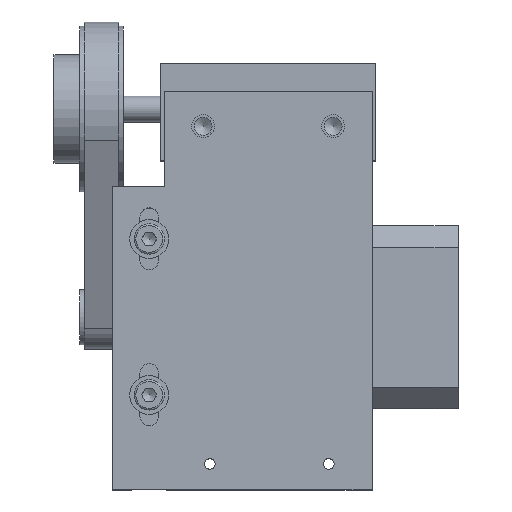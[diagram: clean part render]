
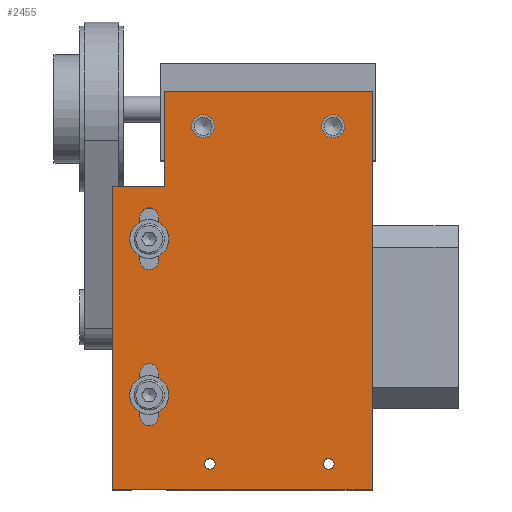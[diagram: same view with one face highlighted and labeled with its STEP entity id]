
A CAD part, top view. The second image highlights one B-rep face of the part: STEP entity #2455.
In plain terms, the highlighted planar face has unit normal (0, 0, 1).
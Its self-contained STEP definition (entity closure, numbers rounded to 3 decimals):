
#132=FACE_BOUND('',#430,.T.);
#133=FACE_BOUND('',#431,.T.);
#134=FACE_BOUND('',#432,.T.);
#135=FACE_BOUND('',#433,.T.);
#136=FACE_BOUND('',#434,.T.);
#137=FACE_BOUND('',#435,.T.);
#193=PLANE('',#2797);
#284=FACE_OUTER_BOUND('',#429,.T.);
#429=EDGE_LOOP('',(#1857,#1858,#1859,#1860,#1861,#1862));
#430=EDGE_LOOP('',(#1863));
#431=EDGE_LOOP('',(#1864));
#432=EDGE_LOOP('',(#1865,#1866,#1867,#1868));
#433=EDGE_LOOP('',(#1869,#1870,#1871,#1872));
#434=EDGE_LOOP('',(#1873,#1874));
#435=EDGE_LOOP('',(#1875,#1876));
#592=LINE('',#3932,#781);
#595=LINE('',#3941,#784);
#600=LINE('',#3956,#789);
#603=LINE('',#3965,#792);
#617=LINE('',#3995,#806);
#622=LINE('',#4005,#811);
#630=LINE('',#4032,#819);
#632=LINE('',#4035,#821);
#634=LINE('',#4039,#823);
#635=LINE('',#4041,#824);
#781=VECTOR('',#3145,10.);
#784=VECTOR('',#3156,10.);
#789=VECTOR('',#3169,10.);
#792=VECTOR('',#3180,10.);
#806=VECTOR('',#3202,10.);
#811=VECTOR('',#3209,10.);
#819=VECTOR('',#3237,10.);
#821=VECTOR('',#3241,10.);
#823=VECTOR('',#3245,10.);
#824=VECTOR('',#3248,10.);
#961=CIRCLE('',#2757,1.23);
#964=CIRCLE('',#2761,1.23);
#967=CIRCLE('',#2765,2.15);
#969=CIRCLE('',#2769,2.15);
#971=CIRCLE('',#2773,2.15);
#973=CIRCLE('',#2777,2.15);
#974=CIRCLE('',#2786,2.65);
#976=CIRCLE('',#2788,2.65);
#977=CIRCLE('',#2790,2.65);
#979=CIRCLE('',#2792,2.65);
#1116=VERTEX_POINT('',#3906);
#1119=VERTEX_POINT('',#3914);
#1122=VERTEX_POINT('',#3922);
#1123=VERTEX_POINT('',#3924);
#1125=VERTEX_POINT('',#3930);
#1127=VERTEX_POINT('',#3936);
#1130=VERTEX_POINT('',#3946);
#1131=VERTEX_POINT('',#3948);
#1133=VERTEX_POINT('',#3954);
#1135=VERTEX_POINT('',#3960);
#1146=VERTEX_POINT('',#3992);
#1147=VERTEX_POINT('',#3994);
#1150=VERTEX_POINT('',#4002);
#1151=VERTEX_POINT('',#4004);
#1154=VERTEX_POINT('',#4014);
#1155=VERTEX_POINT('',#4015);
#1157=VERTEX_POINT('',#4022);
#1158=VERTEX_POINT('',#4023);
#1160=VERTEX_POINT('',#4030);
#1161=VERTEX_POINT('',#4037);
#1366=EDGE_CURVE('',#1116,#1116,#961,.T.);
#1370=EDGE_CURVE('',#1119,#1119,#964,.T.);
#1374=EDGE_CURVE('',#1122,#1123,#967,.T.);
#1378=EDGE_CURVE('',#1125,#1122,#592,.T.);
#1381=EDGE_CURVE('',#1127,#1125,#969,.T.);
#1383=EDGE_CURVE('',#1123,#1127,#595,.T.);
#1386=EDGE_CURVE('',#1130,#1131,#971,.T.);
#1390=EDGE_CURVE('',#1133,#1130,#600,.T.);
#1393=EDGE_CURVE('',#1135,#1133,#973,.T.);
#1395=EDGE_CURVE('',#1131,#1135,#603,.T.);
#1409=EDGE_CURVE('',#1146,#1147,#617,.T.);
#1414=EDGE_CURVE('',#1150,#1151,#622,.T.);
#1419=EDGE_CURVE('',#1154,#1155,#974,.T.);
#1422=EDGE_CURVE('',#1155,#1154,#976,.T.);
#1423=EDGE_CURVE('',#1157,#1158,#977,.T.);
#1426=EDGE_CURVE('',#1158,#1157,#979,.T.);
#1428=EDGE_CURVE('',#1160,#1146,#630,.T.);
#1430=EDGE_CURVE('',#1147,#1150,#632,.T.);
#1432=EDGE_CURVE('',#1161,#1160,#634,.T.);
#1433=EDGE_CURVE('',#1151,#1161,#635,.T.);
#1857=ORIENTED_EDGE('',*,*,#1414,.F.);
#1858=ORIENTED_EDGE('',*,*,#1430,.F.);
#1859=ORIENTED_EDGE('',*,*,#1409,.F.);
#1860=ORIENTED_EDGE('',*,*,#1428,.F.);
#1861=ORIENTED_EDGE('',*,*,#1432,.F.);
#1862=ORIENTED_EDGE('',*,*,#1433,.F.);
#1863=ORIENTED_EDGE('',*,*,#1366,.F.);
#1864=ORIENTED_EDGE('',*,*,#1370,.F.);
#1865=ORIENTED_EDGE('',*,*,#1381,.F.);
#1866=ORIENTED_EDGE('',*,*,#1383,.F.);
#1867=ORIENTED_EDGE('',*,*,#1374,.F.);
#1868=ORIENTED_EDGE('',*,*,#1378,.F.);
#1869=ORIENTED_EDGE('',*,*,#1393,.F.);
#1870=ORIENTED_EDGE('',*,*,#1395,.F.);
#1871=ORIENTED_EDGE('',*,*,#1386,.F.);
#1872=ORIENTED_EDGE('',*,*,#1390,.F.);
#1873=ORIENTED_EDGE('',*,*,#1419,.F.);
#1874=ORIENTED_EDGE('',*,*,#1422,.F.);
#1875=ORIENTED_EDGE('',*,*,#1423,.F.);
#1876=ORIENTED_EDGE('',*,*,#1426,.F.);
#2455=ADVANCED_FACE('',(#284,#132,#133,#134,#135,#136,#137),#193,.F.);
#2757=AXIS2_PLACEMENT_3D('',#3908,#3120,#3121);
#2761=AXIS2_PLACEMENT_3D('',#3916,#3129,#3130);
#2765=AXIS2_PLACEMENT_3D('',#3925,#3138,#3139);
#2769=AXIS2_PLACEMENT_3D('',#3938,#3151,#3152);
#2773=AXIS2_PLACEMENT_3D('',#3949,#3162,#3163);
#2777=AXIS2_PLACEMENT_3D('',#3962,#3175,#3176);
#2786=AXIS2_PLACEMENT_3D('',#4016,#3218,#3219);
#2788=AXIS2_PLACEMENT_3D('',#4020,#3223,#3224);
#2790=AXIS2_PLACEMENT_3D('',#4024,#3227,#3228);
#2792=AXIS2_PLACEMENT_3D('',#4028,#3232,#3233);
#2797=AXIS2_PLACEMENT_3D('',#4042,#3249,#3250);
#3120=DIRECTION('center_axis',(0.,0.,1.));
#3121=DIRECTION('ref_axis',(-1.,0.,0.));
#3129=DIRECTION('center_axis',(0.,0.,1.));
#3130=DIRECTION('ref_axis',(-1.,0.,0.));
#3138=DIRECTION('center_axis',(0.,0.,1.));
#3139=DIRECTION('ref_axis',(1.,0.,0.));
#3145=DIRECTION('',(0.,1.,0.));
#3151=DIRECTION('center_axis',(0.,0.,1.));
#3152=DIRECTION('ref_axis',(-1.,0.,0.));
#3156=DIRECTION('',(0.,-1.,0.));
#3162=DIRECTION('center_axis',(0.,0.,1.));
#3163=DIRECTION('ref_axis',(-1.,0.,0.));
#3169=DIRECTION('',(0.,1.,0.));
#3175=DIRECTION('center_axis',(0.,0.,1.));
#3176=DIRECTION('ref_axis',(1.,0.,0.));
#3180=DIRECTION('',(0.,-1.,0.));
#3202=DIRECTION('',(1.,0.,0.));
#3209=DIRECTION('',(-1.,0.,0.));
#3218=DIRECTION('center_axis',(0.,0.,1.));
#3219=DIRECTION('ref_axis',(1.,0.,0.));
#3223=DIRECTION('center_axis',(0.,0.,1.));
#3224=DIRECTION('ref_axis',(1.,0.,0.));
#3227=DIRECTION('center_axis',(0.,0.,1.));
#3228=DIRECTION('ref_axis',(1.,0.,0.));
#3232=DIRECTION('center_axis',(0.,0.,1.));
#3233=DIRECTION('ref_axis',(1.,0.,0.));
#3237=DIRECTION('',(0.,1.,0.));
#3241=DIRECTION('',(0.,-1.,0.));
#3245=DIRECTION('',(1.,0.,0.));
#3248=DIRECTION('',(0.,1.,0.));
#3249=DIRECTION('center_axis',(0.,0.,-1.));
#3250=DIRECTION('ref_axis',(1.,0.,0.));
#3906=CARTESIAN_POINT('',(-36.638,-93.343,5.));
#3908=CARTESIAN_POINT('Origin',(-37.867,-93.343,5.));
#3914=CARTESIAN_POINT('',(-9.188,-93.343,5.));
#3916=CARTESIAN_POINT('Origin',(-10.417,-93.343,5.));
#3922=CARTESIAN_POINT('',(-49.717,-72.343,5.));
#3924=CARTESIAN_POINT('',(-54.017,-72.343,5.));
#3925=CARTESIAN_POINT('Origin',(-51.867,-72.343,5.));
#3930=CARTESIAN_POINT('',(-49.717,-82.343,5.));
#3932=CARTESIAN_POINT('',(-49.717,-73.343,5.));
#3936=CARTESIAN_POINT('',(-54.017,-82.343,5.));
#3938=CARTESIAN_POINT('Origin',(-51.867,-82.343,5.));
#3941=CARTESIAN_POINT('',(-54.017,-68.343,5.));
#3946=CARTESIAN_POINT('',(-49.717,-36.343,5.));
#3948=CARTESIAN_POINT('',(-54.017,-36.343,5.));
#3949=CARTESIAN_POINT('Origin',(-51.867,-36.343,5.));
#3954=CARTESIAN_POINT('',(-49.717,-46.343,5.));
#3956=CARTESIAN_POINT('',(-49.717,-55.343,5.));
#3960=CARTESIAN_POINT('',(-54.017,-46.343,5.));
#3962=CARTESIAN_POINT('Origin',(-51.867,-46.343,5.));
#3965=CARTESIAN_POINT('',(-54.017,-50.343,5.));
#3992=CARTESIAN_POINT('',(-48.417,-7.343,5.));
#3994=CARTESIAN_POINT('',(-0.417,-7.343,5.));
#3995=CARTESIAN_POINT('',(-48.417,-7.343,5.));
#4002=CARTESIAN_POINT('',(-0.417,-99.343,5.));
#4004=CARTESIAN_POINT('',(-60.417,-99.343,5.));
#4005=CARTESIAN_POINT('',(-0.417,-99.343,5.));
#4014=CARTESIAN_POINT('',(-36.767,-15.343,5.));
#4015=CARTESIAN_POINT('',(-42.067,-15.343,5.));
#4016=CARTESIAN_POINT('Origin',(-39.417,-15.343,5.));
#4020=CARTESIAN_POINT('Origin',(-39.417,-15.343,5.));
#4022=CARTESIAN_POINT('',(-6.767,-15.343,5.));
#4023=CARTESIAN_POINT('',(-12.067,-15.343,5.));
#4024=CARTESIAN_POINT('Origin',(-9.417,-15.343,5.));
#4028=CARTESIAN_POINT('Origin',(-9.417,-15.343,5.));
#4030=CARTESIAN_POINT('',(-48.417,-29.343,5.));
#4032=CARTESIAN_POINT('',(-48.417,-99.343,5.));
#4035=CARTESIAN_POINT('',(-0.417,-7.343,5.));
#4037=CARTESIAN_POINT('',(-60.417,-29.343,5.));
#4039=CARTESIAN_POINT('',(-60.417,-29.343,5.));
#4041=CARTESIAN_POINT('',(-60.417,-99.343,5.));
#4042=CARTESIAN_POINT('Origin',(-54.417,-64.343,5.));
